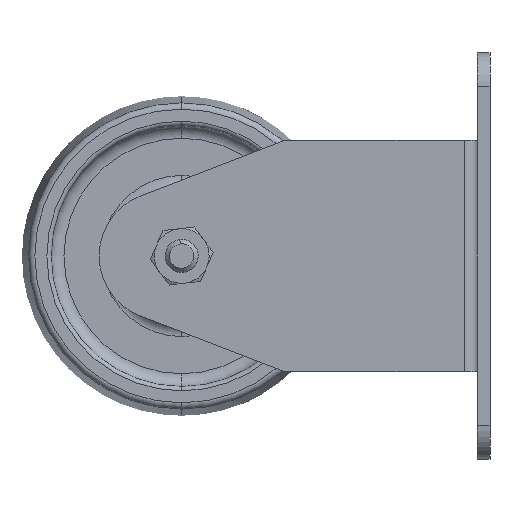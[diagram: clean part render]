
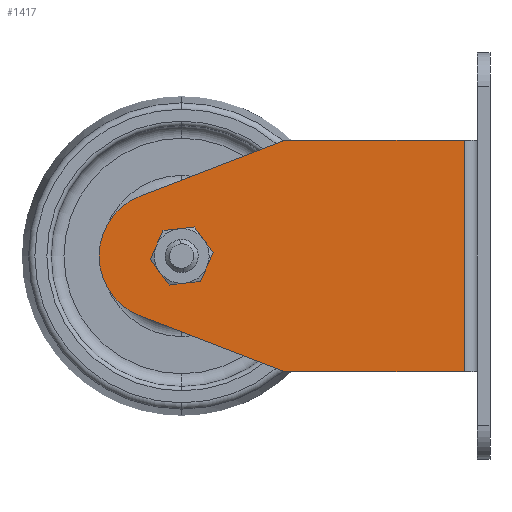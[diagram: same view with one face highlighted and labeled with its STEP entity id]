
A CAD part, left-side view. The second image highlights one B-rep face of the part: STEP entity #1417.
In plain terms, the highlighted face is planar.
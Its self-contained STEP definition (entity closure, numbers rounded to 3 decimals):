
#795 = CARTESIAN_POINT ( 'NONE',  ( -34.108, 29.583, -23.5 ) ) ;
#820 = EDGE_CURVE ( 'NONE', #15950, #15413, #15696, .T. ) ;
#1213 = ORIENTED_EDGE ( 'NONE', *, *, #8659, .T. ) ;
#1417 = ADVANCED_FACE ( 'NONE', ( #4970, #12564 ), #2327, .F. ) ;
#1536 = DIRECTION ( 'NONE',  ( 0., 1., 0. ) ) ;
#1880 = VERTEX_POINT ( 'NONE', #1949 ) ;
#1949 = CARTESIAN_POINT ( 'NONE',  ( -13.994, 81.701, -23.5 ) ) ;
#2213 = VERTEX_POINT ( 'NONE', #5648 ) ;
#2327 = PLANE ( 'NONE',  #4387 ) ;
#2703 = VECTOR ( 'NONE', #15020, 1000. ) ;
#2809 = CIRCLE ( 'NONE', #9829, 4. ) ;
#2996 = DIRECTION ( 'NONE',  ( 0., 0., -1. ) ) ;
#3294 = EDGE_CURVE ( 'NONE', #15950, #2213, #8256, .T. ) ;
#4028 = DIRECTION ( 'NONE',  ( 0., 1., 0. ) ) ;
#4382 = VECTOR ( 'NONE', #1536, 1000. ) ;
#4387 = AXIS2_PLACEMENT_3D ( 'NONE', #14071, #7739, #6339 ) ;
#4775 = DIRECTION ( 'NONE',  ( 1., 0., 0. ) ) ;
#4970 = FACE_BOUND ( 'NONE', #9836, .T. ) ;
#5169 = DIRECTION ( 'NONE',  ( 1., 0., 0. ) ) ;
#5256 = CIRCLE ( 'NONE', #16470, 15. ) ;
#5648 = CARTESIAN_POINT ( 'NONE',  ( -27., 6., -23.5 ) ) ;
#5801 = VERTEX_POINT ( 'NONE', #9719 ) ;
#5915 = ORIENTED_EDGE ( 'NONE', *, *, #11005, .T. ) ;
#6058 = CARTESIAN_POINT ( 'NONE',  ( 27., 48., -23.5 ) ) ;
#6339 = DIRECTION ( 'NONE',  ( 1., 0., 0. ) ) ;
#6370 = VERTEX_POINT ( 'NONE', #16860 ) ;
#6744 = CARTESIAN_POINT ( 'NONE',  ( -27., 6., -23.5 ) ) ;
#6748 = ORIENTED_EDGE ( 'NONE', *, *, #820, .F. ) ;
#7542 = VERTEX_POINT ( 'NONE', #9286 ) ;
#7718 = CARTESIAN_POINT ( 'NONE',  ( 41.108, 11.445, -23.5 ) ) ;
#7739 = DIRECTION ( 'NONE',  ( 0., 0., 1. ) ) ;
#8256 = LINE ( 'NONE', #10664, #16947 ) ;
#8368 = ORIENTED_EDGE ( 'NONE', *, *, #3294, .T. ) ;
#8570 = EDGE_CURVE ( 'NONE', #13122, #15413, #12582, .T. ) ;
#8659 = EDGE_CURVE ( 'NONE', #5801, #7542, #16104, .T. ) ;
#8912 = AXIS2_PLACEMENT_3D ( 'NONE', #15309, #9864, #4775 ) ;
#9011 = EDGE_LOOP ( 'NONE', ( #9239, #9887, #5915, #14750, #6748, #8368 ) ) ;
#9181 = DIRECTION ( 'NONE',  ( 0.36, -0.933, 0. ) ) ;
#9239 = ORIENTED_EDGE ( 'NONE', *, *, #13657, .T. ) ;
#9286 = CARTESIAN_POINT ( 'NONE',  ( 4., 72., -23.5 ) ) ;
#9298 = DIRECTION ( 'NONE',  ( -1., 0., 0. ) ) ;
#9572 = CARTESIAN_POINT ( 'NONE',  ( 13.994, 81.701, -23.5 ) ) ;
#9719 = CARTESIAN_POINT ( 'NONE',  ( -4., 72., -23.5 ) ) ;
#9829 = AXIS2_PLACEMENT_3D ( 'NONE', #16806, #12913, #5169 ) ;
#9836 = EDGE_LOOP ( 'NONE', ( #10512, #1213 ) ) ;
#9864 = DIRECTION ( 'NONE',  ( 0., 0., 1. ) ) ;
#9887 = ORIENTED_EDGE ( 'NONE', *, *, #14673, .T. ) ;
#10512 = ORIENTED_EDGE ( 'NONE', *, *, #13427, .T. ) ;
#10664 = CARTESIAN_POINT ( 'NONE',  ( 27., 6., -23.5 ) ) ;
#10729 = VECTOR ( 'NONE', #4028, 1000. ) ;
#11005 = EDGE_CURVE ( 'NONE', #1880, #13122, #5256, .T. ) ;
#11977 = VECTOR ( 'NONE', #9181, 1000. ) ;
#12000 = LINE ( 'NONE', #6744, #4382 ) ;
#12207 = DIRECTION ( 'NONE',  ( 1., 0., 0. ) ) ;
#12564 = FACE_OUTER_BOUND ( 'NONE', #9011, .T. ) ;
#12582 = LINE ( 'NONE', #7718, #11977 ) ;
#12913 = DIRECTION ( 'NONE',  ( 0., 0., 1. ) ) ;
#13122 = VERTEX_POINT ( 'NONE', #9572 ) ;
#13319 = CARTESIAN_POINT ( 'NONE',  ( 27., 6., -23.5 ) ) ;
#13427 = EDGE_CURVE ( 'NONE', #7542, #5801, #2809, .T. ) ;
#13657 = EDGE_CURVE ( 'NONE', #2213, #6370, #12000, .T. ) ;
#14071 = CARTESIAN_POINT ( 'NONE',  ( 27., 6., -23.5 ) ) ;
#14463 = LINE ( 'NONE', #795, #2703 ) ;
#14673 = EDGE_CURVE ( 'NONE', #6370, #1880, #14463, .T. ) ;
#14750 = ORIENTED_EDGE ( 'NONE', *, *, #8570, .T. ) ;
#14880 = CARTESIAN_POINT ( 'NONE',  ( 0., 76.3, -23.5 ) ) ;
#15020 = DIRECTION ( 'NONE',  ( 0.36, 0.933, 0. ) ) ;
#15309 = CARTESIAN_POINT ( 'NONE',  ( 0., 72., -23.5 ) ) ;
#15413 = VERTEX_POINT ( 'NONE', #6058 ) ;
#15696 = LINE ( 'NONE', #13319, #10729 ) ;
#15950 = VERTEX_POINT ( 'NONE', #16356 ) ;
#16104 = CIRCLE ( 'NONE', #8912, 4. ) ;
#16356 = CARTESIAN_POINT ( 'NONE',  ( 27., 6., -23.5 ) ) ;
#16470 = AXIS2_PLACEMENT_3D ( 'NONE', #14880, #2996, #12207 ) ;
#16806 = CARTESIAN_POINT ( 'NONE',  ( 0., 72., -23.5 ) ) ;
#16860 = CARTESIAN_POINT ( 'NONE',  ( -27., 48., -23.5 ) ) ;
#16947 = VECTOR ( 'NONE', #9298, 1000. ) ;
